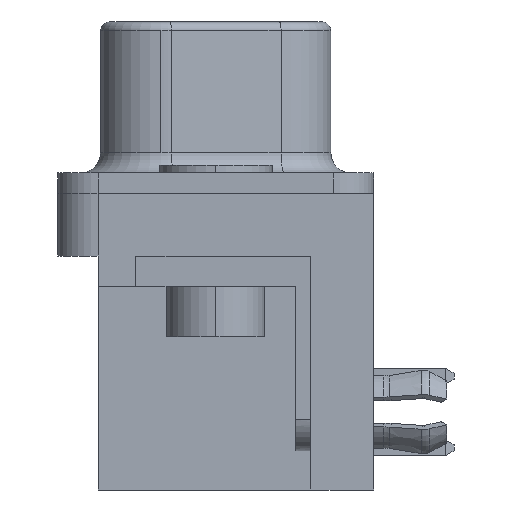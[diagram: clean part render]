
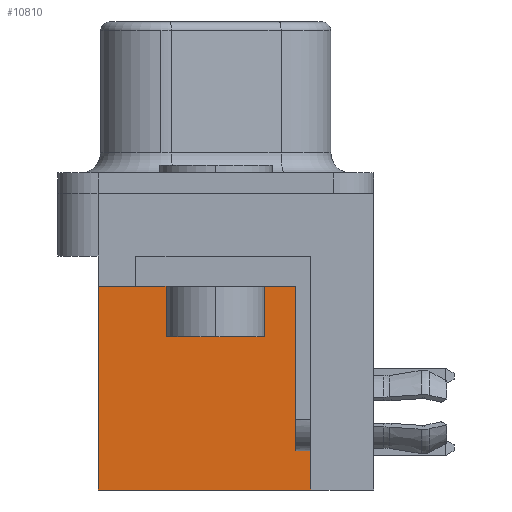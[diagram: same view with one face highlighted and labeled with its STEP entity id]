
A CAD part, left-side view. The second image highlights one B-rep face of the part: STEP entity #10810.
In plain terms, the highlighted planar face has unit normal (-1, 0, 0).
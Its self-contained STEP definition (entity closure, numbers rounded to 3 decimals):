
#835 = VECTOR ( 'NONE', #7784, 1000. ) ;
#1770 = VERTEX_POINT ( 'NONE', #4603 ) ;
#2203 = FACE_OUTER_BOUND ( 'NONE', #14956, .T. ) ;
#2351 = CARTESIAN_POINT ( 'NONE',  ( -19.844, 4.675, 8.7 ) ) ;
#3636 = AXIS2_PLACEMENT_3D ( 'NONE', #15093, #7954, #10670 ) ;
#4116 = VECTOR ( 'NONE', #7570, 1000. ) ;
#4255 = LINE ( 'NONE', #13162, #15150 ) ;
#4603 = CARTESIAN_POINT ( 'NONE',  ( -19.844, 3.175, 6.2 ) ) ;
#4623 = VERTEX_POINT ( 'NONE', #5683 ) ;
#4676 = ORIENTED_EDGE ( 'NONE', *, *, #9617, .F. ) ;
#4867 = CARTESIAN_POINT ( 'NONE',  ( -19.844, -3.775, 8.7 ) ) ;
#5123 = ORIENTED_EDGE ( 'NONE', *, *, #7080, .F. ) ;
#5423 = CARTESIAN_POINT ( 'NONE',  ( -19.844, -3.775, 6.2 ) ) ;
#5683 = CARTESIAN_POINT ( 'NONE',  ( -19.844, -3.775, 6.2 ) ) ;
#6053 = DIRECTION ( 'NONE',  ( 0., 0., 1. ) ) ;
#6417 = VECTOR ( 'NONE', #8075, 1000. ) ;
#6444 = ORIENTED_EDGE ( 'NONE', *, *, #11015, .F. ) ;
#6662 = CARTESIAN_POINT ( 'NONE',  ( -19.844, 3.175, 5. ) ) ;
#7080 = EDGE_CURVE ( 'NONE', #17571, #10395, #16189, .T. ) ;
#7534 = EDGE_CURVE ( 'NONE', #17974, #7852, #7897, .T. ) ;
#7570 = DIRECTION ( 'NONE',  ( 0., -1., 0. ) ) ;
#7784 = DIRECTION ( 'NONE',  ( 0., -1., 0. ) ) ;
#7852 = VERTEX_POINT ( 'NONE', #16713 ) ;
#7897 = LINE ( 'NONE', #8933, #4116 ) ;
#7936 = VECTOR ( 'NONE', #13685, 1000. ) ;
#7954 = DIRECTION ( 'NONE',  ( 1., 0., 0. ) ) ;
#8075 = DIRECTION ( 'NONE',  ( 0., 0., 1. ) ) ;
#8933 = CARTESIAN_POINT ( 'NONE',  ( -19.844, 46.079, -3.1 ) ) ;
#9101 = DIRECTION ( 'NONE',  ( 0., 0., 1. ) ) ;
#9617 = EDGE_CURVE ( 'NONE', #10395, #1770, #4255, .T. ) ;
#10395 = VERTEX_POINT ( 'NONE', #6662 ) ;
#10670 = DIRECTION ( 'NONE',  ( 0., 0., -1. ) ) ;
#10810 = ADVANCED_FACE ( 'NONE', ( #2203 ), #16363, .F. ) ;
#10867 = LINE ( 'NONE', #2351, #6417 ) ;
#11015 = EDGE_CURVE ( 'NONE', #17974, #17571, #10867, .T. ) ;
#11104 = ORIENTED_EDGE ( 'NONE', *, *, #7534, .T. ) ;
#12065 = EDGE_CURVE ( 'NONE', #1770, #4623, #15279, .T. ) ;
#12675 = CARTESIAN_POINT ( 'NONE',  ( -19.844, 4.675, -3.1 ) ) ;
#12783 = LINE ( 'NONE', #4867, #14782 ) ;
#12954 = ORIENTED_EDGE ( 'NONE', *, *, #12065, .F. ) ;
#13162 = CARTESIAN_POINT ( 'NONE',  ( -19.844, 3.175, 5. ) ) ;
#13518 = ORIENTED_EDGE ( 'NONE', *, *, #15374, .T. ) ;
#13685 = DIRECTION ( 'NONE',  ( 0., -1., 0. ) ) ;
#14782 = VECTOR ( 'NONE', #9101, 1000. ) ;
#14956 = EDGE_LOOP ( 'NONE', ( #5123, #6444, #11104, #13518, #12954, #4676 ) ) ;
#15093 = CARTESIAN_POINT ( 'NONE',  ( -19.844, 46.079, 8.7 ) ) ;
#15150 = VECTOR ( 'NONE', #6053, 1000. ) ;
#15279 = LINE ( 'NONE', #5423, #7936 ) ;
#15374 = EDGE_CURVE ( 'NONE', #7852, #4623, #12783, .T. ) ;
#16189 = LINE ( 'NONE', #16190, #835 ) ;
#16190 = CARTESIAN_POINT ( 'NONE',  ( -19.844, 4.675, 5. ) ) ;
#16363 = PLANE ( 'NONE',  #3636 ) ;
#16513 = CARTESIAN_POINT ( 'NONE',  ( -19.844, 4.675, 5. ) ) ;
#16713 = CARTESIAN_POINT ( 'NONE',  ( -19.844, -3.775, -3.1 ) ) ;
#17571 = VERTEX_POINT ( 'NONE', #16513 ) ;
#17974 = VERTEX_POINT ( 'NONE', #12675 ) ;
